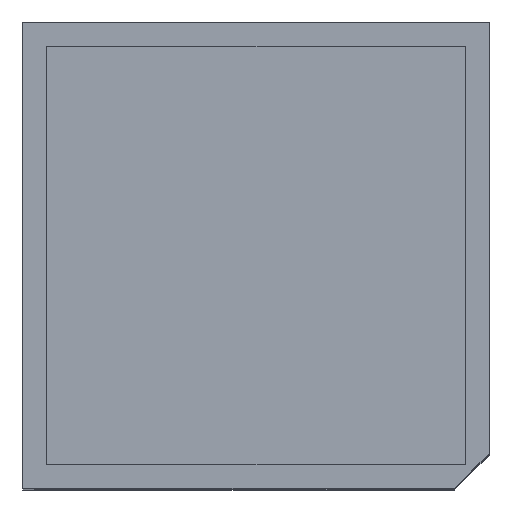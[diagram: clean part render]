
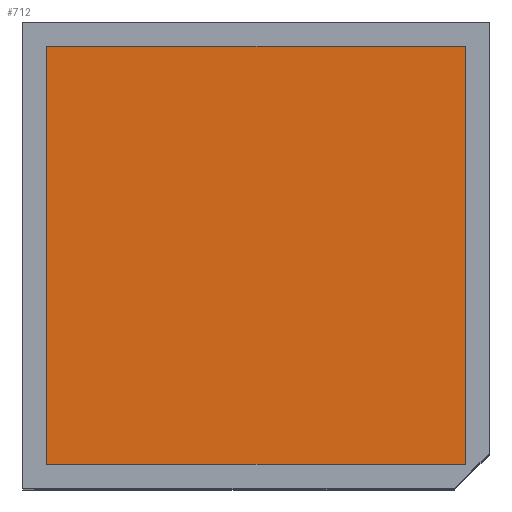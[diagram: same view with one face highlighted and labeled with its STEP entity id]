
A CAD part, top view. The second image highlights one B-rep face of the part: STEP entity #712.
In plain terms, the highlighted planar face has unit normal (0, 0, 1).
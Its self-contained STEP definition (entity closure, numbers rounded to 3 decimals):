
#9 = LINE ( 'NONE', #476, #41 ) ;
#41 = VECTOR ( 'NONE', #190, 1000. ) ;
#48 = VERTEX_POINT ( 'NONE', #439 ) ;
#59 = ORIENTED_EDGE ( 'NONE', *, *, #467, .T. ) ;
#82 = CARTESIAN_POINT ( 'NONE',  ( 35.85, 35.85, 140. ) ) ;
#96 = VERTEX_POINT ( 'NONE', #705 ) ;
#171 = DIRECTION ( 'NONE',  ( -1., 0., 0. ) ) ;
#190 = DIRECTION ( 'NONE',  ( 0., -1., 0. ) ) ;
#222 = VECTOR ( 'NONE', #738, 1000. ) ;
#262 = CARTESIAN_POINT ( 'NONE',  ( -35.85, -35.85, 140. ) ) ;
#266 = VERTEX_POINT ( 'NONE', #522 ) ;
#273 = CARTESIAN_POINT ( 'NONE',  ( 35.85, -35.85, 140. ) ) ;
#290 = LINE ( 'NONE', #427, #763 ) ;
#336 = DIRECTION ( 'NONE',  ( 0., 1., 0. ) ) ;
#388 = LINE ( 'NONE', #262, #222 ) ;
#400 = ORIENTED_EDGE ( 'NONE', *, *, #684, .T. ) ;
#405 = LINE ( 'NONE', #273, #710 ) ;
#427 = CARTESIAN_POINT ( 'NONE',  ( -35.85, 35.85, 140. ) ) ;
#439 = CARTESIAN_POINT ( 'NONE',  ( -35.85, -35.85, 140. ) ) ;
#467 = EDGE_CURVE ( 'NONE', #614, #96, #290, .T. ) ;
#476 = CARTESIAN_POINT ( 'NONE',  ( -35.85, -35.85, 140. ) ) ;
#513 = ORIENTED_EDGE ( 'NONE', *, *, #656, .T. ) ;
#522 = CARTESIAN_POINT ( 'NONE',  ( 35.85, -35.85, 140. ) ) ;
#525 = CARTESIAN_POINT ( 'NONE',  ( 0., 0., 140. ) ) ;
#583 = ORIENTED_EDGE ( 'NONE', *, *, #613, .T. ) ;
#586 = PLANE ( 'NONE',  #626 ) ;
#604 = EDGE_LOOP ( 'NONE', ( #400, #59, #583, #513 ) ) ;
#613 = EDGE_CURVE ( 'NONE', #96, #48, #9, .T. ) ;
#614 = VERTEX_POINT ( 'NONE', #82 ) ;
#626 = AXIS2_PLACEMENT_3D ( 'NONE', #525, #676, #171 ) ;
#651 = FACE_OUTER_BOUND ( 'NONE', #604, .T. ) ;
#656 = EDGE_CURVE ( 'NONE', #48, #266, #388, .T. ) ;
#676 = DIRECTION ( 'NONE',  ( 0., 0., -1. ) ) ;
#684 = EDGE_CURVE ( 'NONE', #266, #614, #405, .T. ) ;
#705 = CARTESIAN_POINT ( 'NONE',  ( -35.85, 35.85, 140. ) ) ;
#710 = VECTOR ( 'NONE', #336, 1000. ) ;
#712 = ADVANCED_FACE ( 'NONE', ( #651 ), #586, .F. ) ;
#738 = DIRECTION ( 'NONE',  ( 1., 0., 0. ) ) ;
#763 = VECTOR ( 'NONE', #768, 1000. ) ;
#768 = DIRECTION ( 'NONE',  ( -1., 0., 0. ) ) ;
